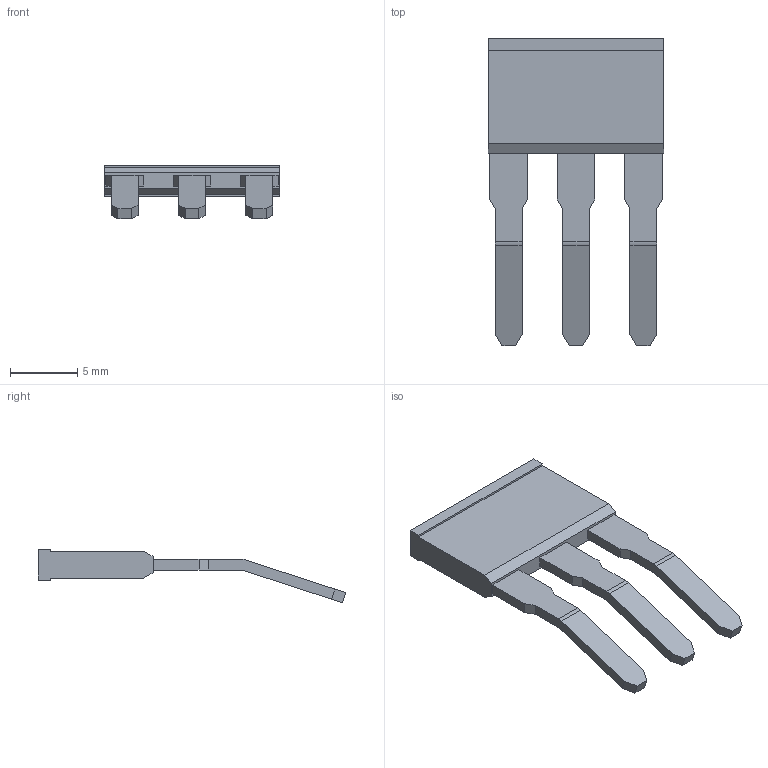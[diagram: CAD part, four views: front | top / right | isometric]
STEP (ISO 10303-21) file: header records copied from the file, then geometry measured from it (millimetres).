
FILE_DESCRIPTION (( 'STEP AP214' ), '1' );
FILE_NAME ('TKO 2.5_3.STP', '2013-09-24T15:35:10', ( 'gurcan' ), ( '' ), 'SwSTEP 2.0', 'SolidWorks 2013', '' );
FILE_SCHEMA (( 'AUTOMOTIVE_DESIGN' ));
Length unit declared in the file: millimetre
Products named in the file (1): TKO 2.5_3
Bounding box: 13 x 22.86 x 3.98 mm (x, y, z)
Volume: 298.1 mm3; surface area: 566.9 mm2
Topology: 1 solids, 1 shells, 61 faces, 168 edges, 112 vertices
Faces by surface type: plane 55, cylinder 6
Entity records: 2487 total; most frequent: CARTESIAN_POINT 342, ORIENTED_EDGE 336, DIRECTION 304, EDGE_CURVE 168, LINE 156, VECTOR 156, VERTEX_POINT 112, AXIS2_PLACEMENT_3D 74
